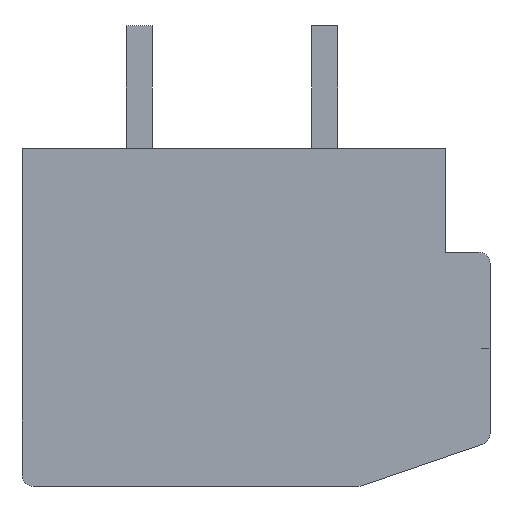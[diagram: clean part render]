
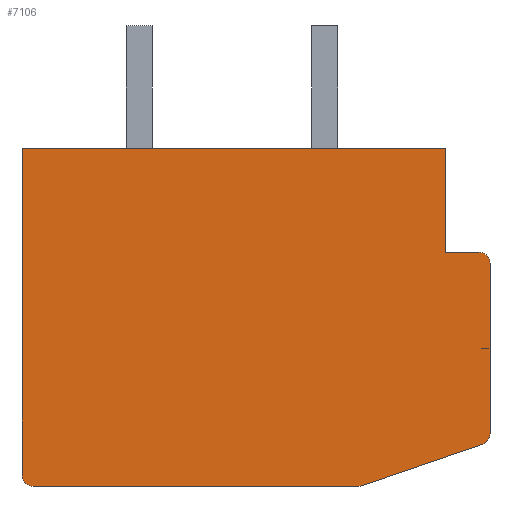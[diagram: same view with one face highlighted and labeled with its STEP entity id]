
A CAD part, front view. The second image highlights one B-rep face of the part: STEP entity #7106.
In plain terms, the highlighted planar face has unit normal (0, -1, 0).
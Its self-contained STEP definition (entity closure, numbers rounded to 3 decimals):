
#1=CARTESIAN_POINT('',(6.,-77.8,-3.136));
#2=DIRECTION('',(0.,-1.,0.));
#3=DIRECTION('',(0.324,0.,-0.946));
#4=AXIS2_PLACEMENT_3D('',#1,#2,#3);
#6=DIRECTION('',(-0.946,0.,-0.324));
#7=VECTOR('',#6,3.486);
#8=CARTESIAN_POINT('',(6.097,-77.8,-3.419));
#9=LINE('',#8,#7);
#10=DIRECTION('',(-1.,0.,0.));
#11=VECTOR('',#10,8.8);
#12=CARTESIAN_POINT('',(2.8,-77.8,-4.55));
#13=LINE('',#12,#11);
#14=CARTESIAN_POINT('',(-6.,-77.8,-4.25));
#15=DIRECTION('',(0.,-1.,0.));
#16=DIRECTION('',(-1.,0.,0.));
#17=AXIS2_PLACEMENT_3D('',#14,#15,#16);
#19=DIRECTION('',(0.,0.,1.));
#20=VECTOR('',#19,8.8);
#21=CARTESIAN_POINT('',(-6.3,-77.8,-4.25));
#22=LINE('',#21,#20);
#23=DIRECTION('',(1.,0.,0.));
#24=VECTOR('',#23,11.4);
#25=CARTESIAN_POINT('',(-6.3,-77.8,4.55));
#26=LINE('',#25,#24);
#27=DIRECTION('',(0.,0.,-1.));
#28=VECTOR('',#27,2.8);
#29=CARTESIAN_POINT('',(5.1,-77.8,4.55));
#30=LINE('',#29,#28);
#31=DIRECTION('',(1.,0.,0.));
#32=VECTOR('',#31,0.9);
#33=CARTESIAN_POINT('',(5.1,-77.8,1.75));
#34=LINE('',#33,#32);
#35=CARTESIAN_POINT('',(6.,-77.8,1.45));
#36=DIRECTION('',(0.,-1.,0.));
#37=DIRECTION('',(1.,0.,0.));
#38=AXIS2_PLACEMENT_3D('',#35,#36,#37);
#40=DIRECTION('',(0.,0.,-1.));
#41=VECTOR('',#40,4.586);
#42=CARTESIAN_POINT('',(6.3,-77.8,1.45));
#43=LINE('',#42,#41);
#5471=CARTESIAN_POINT('',(-6.3,-77.8,4.55));
#5472=CARTESIAN_POINT('',(5.1,-77.8,4.55));
#5473=VERTEX_POINT('',#5471);
#5474=VERTEX_POINT('',#5472);
#5475=CARTESIAN_POINT('',(5.1,-77.8,1.75));
#5476=VERTEX_POINT('',#5475);
#5477=CARTESIAN_POINT('',(6.097,-77.8,-3.419));
#5478=CARTESIAN_POINT('',(6.3,-77.8,-3.136));
#5479=VERTEX_POINT('',#5477);
#5480=VERTEX_POINT('',#5478);
#5481=CARTESIAN_POINT('',(6.3,-77.8,1.45));
#5482=CARTESIAN_POINT('',(6.,-77.8,1.75));
#5483=VERTEX_POINT('',#5481);
#5484=VERTEX_POINT('',#5482);
#5485=CARTESIAN_POINT('',(-6.3,-77.8,-4.25));
#5486=CARTESIAN_POINT('',(-6.,-77.8,-4.55));
#5487=VERTEX_POINT('',#5485);
#5488=VERTEX_POINT('',#5486);
#5489=CARTESIAN_POINT('',(2.8,-77.8,-4.55));
#5490=VERTEX_POINT('',#5489);
#7079=CARTESIAN_POINT('',(0.,-77.8,0.));
#7080=DIRECTION('',(0.,1.,0.));
#7081=DIRECTION('',(1.,0.,0.));
#7082=AXIS2_PLACEMENT_3D('',#7079,#7080,#7081);
#7083=PLANE('',#7082);
#7085=ORIENTED_EDGE('',*,*,#7084,.F.);
#7087=ORIENTED_EDGE('',*,*,#7086,.T.);
#7089=ORIENTED_EDGE('',*,*,#7088,.T.);
#7091=ORIENTED_EDGE('',*,*,#7090,.F.);
#7093=ORIENTED_EDGE('',*,*,#7092,.T.);
#7095=ORIENTED_EDGE('',*,*,#7094,.T.);
#7097=ORIENTED_EDGE('',*,*,#7096,.T.);
#7099=ORIENTED_EDGE('',*,*,#7098,.T.);
#7101=ORIENTED_EDGE('',*,*,#7100,.F.);
#7103=ORIENTED_EDGE('',*,*,#7102,.T.);
#7104=EDGE_LOOP('',(#7085,#7087,#7089,#7091,#7093,#7095,#7097,#7099,#7101,
#7103));
#7105=FACE_OUTER_BOUND('',#7104,.F.);
#7106=ADVANCED_FACE('',(#7105),#7083,.F.);
#5=CIRCLE('',#4,0.3);
#18=CIRCLE('',#17,0.3);
#39=CIRCLE('',#38,0.3);
#7084=EDGE_CURVE('',#5479,#5480,#5,.T.);
#7086=EDGE_CURVE('',#5479,#5490,#9,.T.);
#7088=EDGE_CURVE('',#5490,#5488,#13,.T.);
#7090=EDGE_CURVE('',#5487,#5488,#18,.T.);
#7092=EDGE_CURVE('',#5487,#5473,#22,.T.);
#7094=EDGE_CURVE('',#5473,#5474,#26,.T.);
#7096=EDGE_CURVE('',#5474,#5476,#30,.T.);
#7098=EDGE_CURVE('',#5476,#5484,#34,.T.);
#7100=EDGE_CURVE('',#5483,#5484,#39,.T.);
#7102=EDGE_CURVE('',#5483,#5480,#43,.T.);
